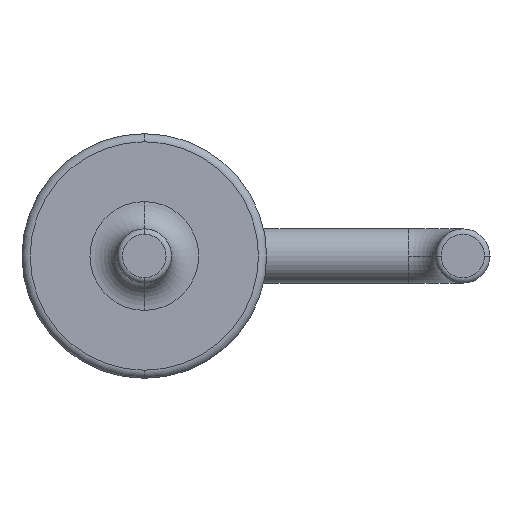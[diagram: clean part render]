
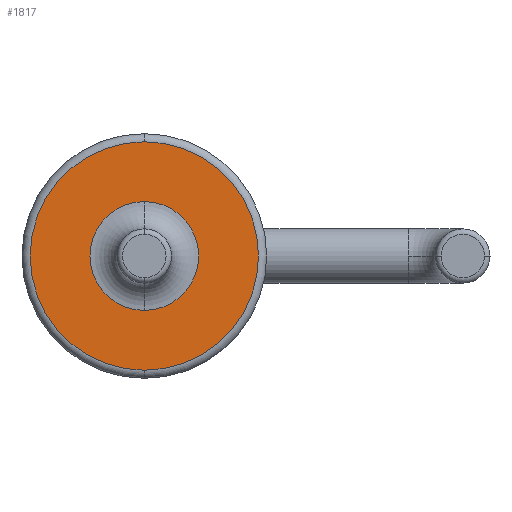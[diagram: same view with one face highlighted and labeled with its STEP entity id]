
A CAD part, left-side view. The second image highlights one B-rep face of the part: STEP entity #1817.
In plain terms, the highlighted planar face has unit normal (-1, 0, 0).
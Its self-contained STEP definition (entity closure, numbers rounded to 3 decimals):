
#48 = CIRCLE ( 'NONE', #1444, 1. ) ;
#64 = PLANE ( 'NONE',  #719 ) ;
#129 = DIRECTION ( 'NONE',  ( 0., 0., 1. ) ) ;
#132 = DIRECTION ( 'NONE',  ( 0., 0., 1. ) ) ;
#224 = CARTESIAN_POINT ( 'NONE',  ( -7.5, -1.897, -1. ) ) ;
#280 = ORIENTED_EDGE ( 'NONE', *, *, #1601, .T. ) ;
#289 = DIRECTION ( 'NONE',  ( -1., 0., 0. ) ) ;
#431 = EDGE_LOOP ( 'NONE', ( #280, #1476 ) ) ;
#595 = DIRECTION ( 'NONE',  ( -1., 0., 0. ) ) ;
#655 = DIRECTION ( 'NONE',  ( 1., 0., 0. ) ) ;
#719 = AXIS2_PLACEMENT_3D ( 'NONE', #1549, #595, #1339 ) ;
#798 = DIRECTION ( 'NONE',  ( 0., 0., 1. ) ) ;
#867 = CARTESIAN_POINT ( 'NONE',  ( -7.5, -1.897, 2.1 ) ) ;
#876 = DIRECTION ( 'NONE',  ( 1., 0., 0. ) ) ;
#989 = DIRECTION ( 'NONE',  ( -1., 0., 0. ) ) ;
#1070 = CIRCLE ( 'NONE', #1826, 2.1 ) ;
#1111 = EDGE_CURVE ( 'NONE', #2023, #1632, #1249, .T. ) ;
#1238 = EDGE_CURVE ( 'NONE', #1470, #2354, #1251, .T. ) ;
#1248 = ORIENTED_EDGE ( 'NONE', *, *, #1480, .T. ) ;
#1249 = CIRCLE ( 'NONE', #2031, 2.1 ) ;
#1251 = CIRCLE ( 'NONE', #2227, 1. ) ;
#1314 = CARTESIAN_POINT ( 'NONE',  ( -7.5, -1.897, 1. ) ) ;
#1319 = CARTESIAN_POINT ( 'NONE',  ( -7.5, -1.897, -2.1 ) ) ;
#1339 = DIRECTION ( 'NONE',  ( 0., 0., 1. ) ) ;
#1353 = DIRECTION ( 'NONE',  ( 0., 0., 1. ) ) ;
#1398 = ORIENTED_EDGE ( 'NONE', *, *, #1238, .T. ) ;
#1444 = AXIS2_PLACEMENT_3D ( 'NONE', #1756, #655, #1353 ) ;
#1470 = VERTEX_POINT ( 'NONE', #224 ) ;
#1476 = ORIENTED_EDGE ( 'NONE', *, *, #1111, .T. ) ;
#1480 = EDGE_CURVE ( 'NONE', #2354, #1470, #48, .T. ) ;
#1549 = CARTESIAN_POINT ( 'NONE',  ( -7.5, -1.897, 0. ) ) ;
#1601 = EDGE_CURVE ( 'NONE', #1632, #2023, #1070, .T. ) ;
#1632 = VERTEX_POINT ( 'NONE', #867 ) ;
#1689 = EDGE_LOOP ( 'NONE', ( #1248, #1398 ) ) ;
#1690 = FACE_BOUND ( 'NONE', #1689, .T. ) ;
#1756 = CARTESIAN_POINT ( 'NONE',  ( -7.5, -1.897, 0. ) ) ;
#1817 = ADVANCED_FACE ( 'NONE', ( #1690, #2256 ), #64, .T. ) ;
#1826 = AXIS2_PLACEMENT_3D ( 'NONE', #2381, #289, #132 ) ;
#2023 = VERTEX_POINT ( 'NONE', #1319 ) ;
#2031 = AXIS2_PLACEMENT_3D ( 'NONE', #2144, #989, #798 ) ;
#2144 = CARTESIAN_POINT ( 'NONE',  ( -7.5, -1.897, 0. ) ) ;
#2227 = AXIS2_PLACEMENT_3D ( 'NONE', #2370, #876, #129 ) ;
#2256 = FACE_OUTER_BOUND ( 'NONE', #431, .T. ) ;
#2354 = VERTEX_POINT ( 'NONE', #1314 ) ;
#2370 = CARTESIAN_POINT ( 'NONE',  ( -7.5, -1.897, 0. ) ) ;
#2381 = CARTESIAN_POINT ( 'NONE',  ( -7.5, -1.897, 0. ) ) ;
